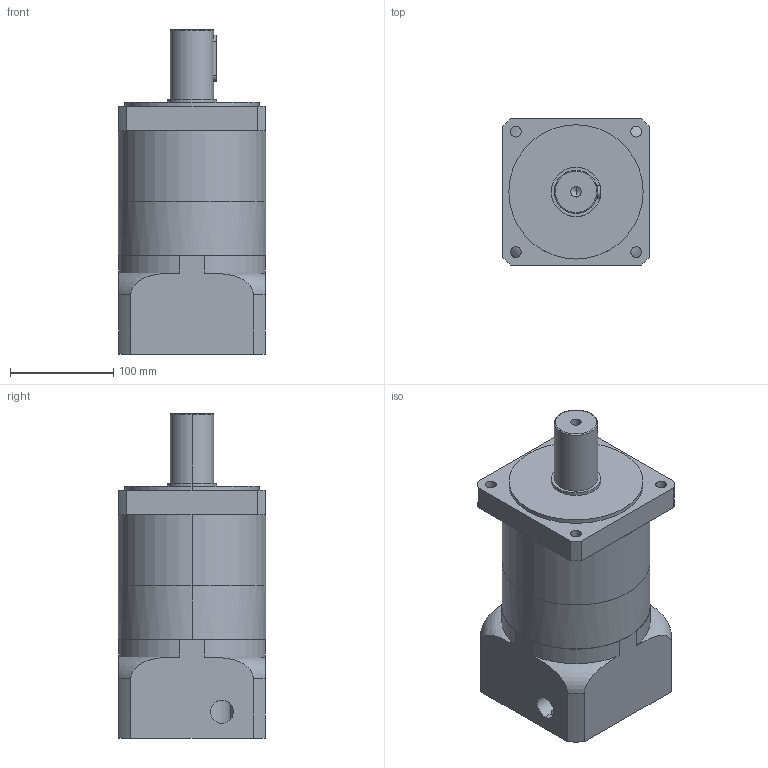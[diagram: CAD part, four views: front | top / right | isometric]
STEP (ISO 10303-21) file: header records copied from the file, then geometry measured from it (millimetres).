
FILE_DESCRIPTION (( 'STEP AP203' ), '1' );
FILE_NAME ('DH150-L2-XX-24-110-145-M8_2024.STEP', '2024-04-03T03:54:17', ( '' ), ( '' ), 'SwSTEP 2.0', 'SolidWorks 2016', '' );
FILE_SCHEMA (( 'CONFIG_CONTROL_DESIGN' ));
Length unit declared in the file: millimetre
Products named in the file (1): DH150-L2-XX-24-110-145-M8_2024
Bounding box: 143 x 143 x 314 mm (x, y, z)
Volume: 4016125.3 mm3; surface area: 323527.5 mm2
Topology: 5 solids, 13 shells, 268 faces, 607 edges, 388 vertices
Faces by surface type: plane 125, cylinder 111, cone 26, torus 6
Entity records: 8420 total; most frequent: CARTESIAN_POINT 2191, DIRECTION 1340, ORIENTED_EDGE 1194, EDGE_CURVE 597, AXIS2_PLACEMENT_3D 502, VERTEX_POINT 388, LINE 336, VECTOR 336
